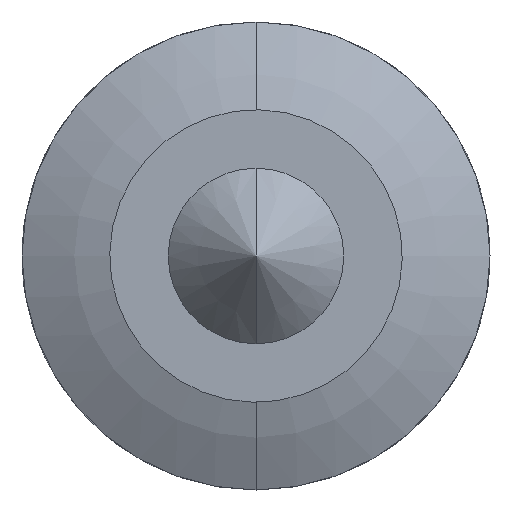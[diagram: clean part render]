
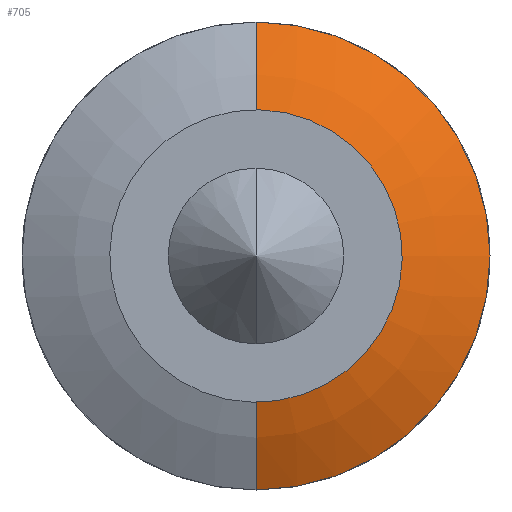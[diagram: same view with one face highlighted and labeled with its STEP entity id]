
A CAD part, front view. The second image highlights one B-rep face of the part: STEP entity #705.
In plain terms, the highlighted toroidal (fillet/blend) face has major radius 0.771 mm and minor radius 18 mm.
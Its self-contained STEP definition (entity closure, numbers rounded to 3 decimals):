
#33 = CIRCLE ( 'NONE', #63, 2.4 ) ;
#36 = TOROIDAL_SURFACE ( 'NONE', #54, -0.771, 18. ) ;
#41 = AXIS2_PLACEMENT_3D ( 'NONE', #966, #965, #964 ) ;
#43 = CIRCLE ( 'NONE', #41, 18. ) ;
#54 = AXIS2_PLACEMENT_3D ( 'NONE', #818, #811, #810 ) ;
#58 = AXIS2_PLACEMENT_3D ( 'NONE', #978, #976, #975 ) ;
#60 = AXIS2_PLACEMENT_3D ( 'NONE', #787, #786, #785 ) ;
#63 = AXIS2_PLACEMENT_3D ( 'NONE', #974, #971, #968 ) ;
#70 = CIRCLE ( 'NONE', #60, 8. ) ;
#72 = CIRCLE ( 'NONE', #58, 18. ) ;
#367 = FACE_OUTER_BOUND ( 'NONE', #484, .T. ) ;
#484 = EDGE_LOOP ( 'NONE', ( #514, #510, #513, #508 ) ) ;
#508 = ORIENTED_EDGE ( 'NONE', *, *, #718, .F. ) ;
#510 = ORIENTED_EDGE ( 'NONE', *, *, #716, .T. ) ;
#513 = ORIENTED_EDGE ( 'NONE', *, *, #707, .F. ) ;
#514 = ORIENTED_EDGE ( 'NONE', *, *, #717, .T. ) ;
#550 = VERTEX_POINT ( 'NONE', #987 ) ;
#565 = VERTEX_POINT ( 'NONE', #914 ) ;
#566 = VERTEX_POINT ( 'NONE', #913 ) ;
#570 = VERTEX_POINT ( 'NONE', #901 ) ;
#705 = ADVANCED_FACE ( 'NONE', ( #367 ), #36, .T. ) ;
#707 = EDGE_CURVE ( 'NONE', #566, #565, #70, .T. ) ;
#716 = EDGE_CURVE ( 'NONE', #570, #565, #72, .T. ) ;
#717 = EDGE_CURVE ( 'NONE', #550, #570, #33, .T. ) ;
#718 = EDGE_CURVE ( 'NONE', #550, #566, #43, .T. ) ;
#785 = DIRECTION ( 'NONE',  ( 0., 0., 1. ) ) ;
#786 = DIRECTION ( 'NONE',  ( 0., 1., 0. ) ) ;
#787 = CARTESIAN_POINT ( 'NONE',  ( 0., 50., 0. ) ) ;
#810 = DIRECTION ( 'NONE',  ( 0., 0., 1. ) ) ;
#811 = DIRECTION ( 'NONE',  ( 0., 1., 0. ) ) ;
#818 = CARTESIAN_POINT ( 'NONE',  ( 0., 65.719, 0. ) ) ;
#901 = CARTESIAN_POINT ( 'NONE',  ( 0., 48., -2.4 ) ) ;
#913 = CARTESIAN_POINT ( 'NONE',  ( 0., 50., 8. ) ) ;
#914 = CARTESIAN_POINT ( 'NONE',  ( 0., 50., -8. ) ) ;
#964 = DIRECTION ( 'NONE',  ( 0., 0., 1. ) ) ;
#965 = DIRECTION ( 'NONE',  ( -1., 0., 0. ) ) ;
#966 = CARTESIAN_POINT ( 'NONE',  ( 0., 65.719, -0.771 ) ) ;
#968 = DIRECTION ( 'NONE',  ( 0., 0., 1. ) ) ;
#971 = DIRECTION ( 'NONE',  ( 0., 1., 0. ) ) ;
#974 = CARTESIAN_POINT ( 'NONE',  ( 0., 48., 0. ) ) ;
#975 = DIRECTION ( 'NONE',  ( 0., 0., -1. ) ) ;
#976 = DIRECTION ( 'NONE',  ( 1., 0., 0. ) ) ;
#978 = CARTESIAN_POINT ( 'NONE',  ( 0., 65.719, 0.771 ) ) ;
#987 = CARTESIAN_POINT ( 'NONE',  ( 0., 48., 2.4 ) ) ;
